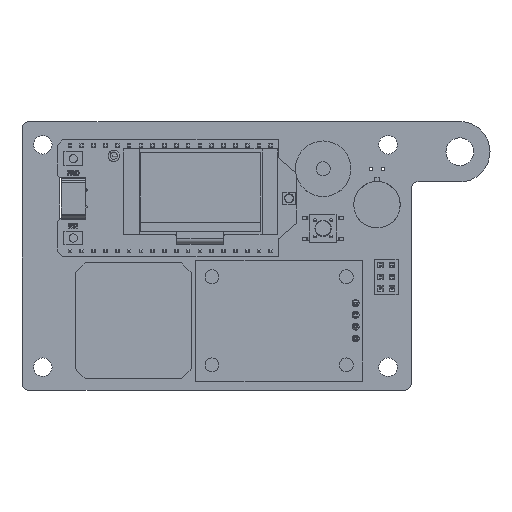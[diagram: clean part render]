
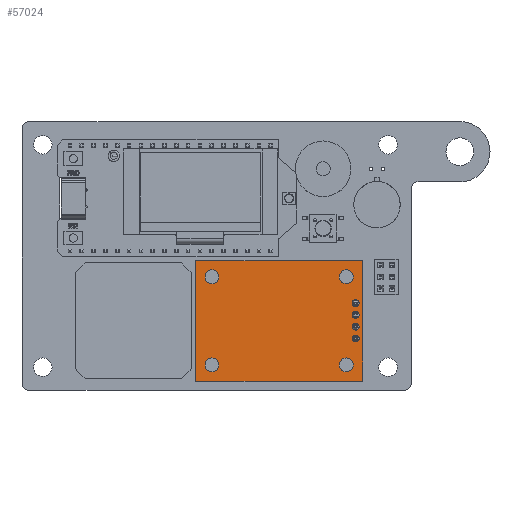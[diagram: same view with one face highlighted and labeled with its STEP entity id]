
A CAD part, top view. The second image highlights one B-rep face of the part: STEP entity #57024.
In plain terms, the highlighted planar face has unit normal (0, 0, 1).
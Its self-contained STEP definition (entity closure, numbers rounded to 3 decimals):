
#56797 = VERTEX_POINT('',#56798);
#56798 = CARTESIAN_POINT('',(-18.,13.,1.5));
#56804 = EDGE_CURVE('',#56797,#56805,#56807,.T.);
#56805 = VERTEX_POINT('',#56806);
#56806 = CARTESIAN_POINT('',(-18.,-13.,1.5));
#56807 = LINE('',#56808,#56809);
#56808 = CARTESIAN_POINT('',(-18.,13.,1.5));
#56809 = VECTOR('',#56810,1.);
#56810 = DIRECTION('',(0.,-1.,0.));
#56828 = VERTEX_POINT('',#56829);
#56829 = CARTESIAN_POINT('',(18.,13.,1.5));
#56835 = EDGE_CURVE('',#56828,#56797,#56836,.T.);
#56836 = LINE('',#56837,#56838);
#56837 = CARTESIAN_POINT('',(18.,13.,1.5));
#56838 = VECTOR('',#56839,1.);
#56839 = DIRECTION('',(-1.,0.,0.));
#56852 = EDGE_CURVE('',#56805,#56853,#56855,.T.);
#56853 = VERTEX_POINT('',#56854);
#56854 = CARTESIAN_POINT('',(18.,-13.,1.5));
#56855 = LINE('',#56856,#56857);
#56856 = CARTESIAN_POINT('',(-18.,-13.,1.5));
#56857 = VECTOR('',#56858,1.);
#56858 = DIRECTION('',(1.,0.,0.));
#56876 = EDGE_CURVE('',#56853,#56828,#56877,.T.);
#56877 = LINE('',#56878,#56879);
#56878 = CARTESIAN_POINT('',(18.,-13.,1.5));
#56879 = VECTOR('',#56880,1.);
#56880 = DIRECTION('',(0.,1.,0.));
#56894 = VERTEX_POINT('',#56895);
#56895 = CARTESIAN_POINT('',(-13.,-9.5,1.5));
#56901 = EDGE_CURVE('',#56894,#56894,#56902,.T.);
#56902 = CIRCLE('',#56903,1.5);
#56903 = AXIS2_PLACEMENT_3D('',#56904,#56905,#56906);
#56904 = CARTESIAN_POINT('',(-14.5,-9.5,1.5));
#56905 = DIRECTION('',(0.,0.,1.));
#56906 = DIRECTION('',(1.,0.,-0.));
#56919 = VERTEX_POINT('',#56920);
#56920 = CARTESIAN_POINT('',(16.,-9.5,1.5));
#56926 = EDGE_CURVE('',#56919,#56919,#56927,.T.);
#56927 = CIRCLE('',#56928,1.5);
#56928 = AXIS2_PLACEMENT_3D('',#56929,#56930,#56931);
#56929 = CARTESIAN_POINT('',(14.5,-9.5,1.5));
#56930 = DIRECTION('',(0.,0.,1.));
#56931 = DIRECTION('',(1.,0.,-0.));
#56944 = VERTEX_POINT('',#56945);
#56945 = CARTESIAN_POINT('',(-13.,9.5,1.5));
#56951 = EDGE_CURVE('',#56944,#56944,#56952,.T.);
#56952 = CIRCLE('',#56953,1.5);
#56953 = AXIS2_PLACEMENT_3D('',#56954,#56955,#56956);
#56954 = CARTESIAN_POINT('',(-14.5,9.5,1.5));
#56955 = DIRECTION('',(0.,0.,1.));
#56956 = DIRECTION('',(1.,0.,-0.));
#56969 = VERTEX_POINT('',#56970);
#56970 = CARTESIAN_POINT('',(16.,9.5,1.5));
#56976 = EDGE_CURVE('',#56969,#56969,#56977,.T.);
#56977 = CIRCLE('',#56978,1.5);
#56978 = AXIS2_PLACEMENT_3D('',#56979,#56980,#56981);
#56979 = CARTESIAN_POINT('',(14.5,9.5,1.5));
#56980 = DIRECTION('',(0.,0.,1.));
#56981 = DIRECTION('',(1.,0.,-0.));
#57024 = ADVANCED_FACE('',(#57025,#57031,#57034,#57037,#57040,#57043,
    #57054,#57065,#57076),#57087,.T.);
#57025 = FACE_BOUND('',#57026,.T.);
#57026 = EDGE_LOOP('',(#57027,#57028,#57029,#57030));
#57027 = ORIENTED_EDGE('',*,*,#56804,.T.);
#57028 = ORIENTED_EDGE('',*,*,#56852,.T.);
#57029 = ORIENTED_EDGE('',*,*,#56876,.T.);
#57030 = ORIENTED_EDGE('',*,*,#56835,.T.);
#57031 = FACE_BOUND('',#57032,.F.);
#57032 = EDGE_LOOP('',(#57033));
#57033 = ORIENTED_EDGE('',*,*,#56901,.T.);
#57034 = FACE_BOUND('',#57035,.F.);
#57035 = EDGE_LOOP('',(#57036));
#57036 = ORIENTED_EDGE('',*,*,#56926,.T.);
#57037 = FACE_BOUND('',#57038,.F.);
#57038 = EDGE_LOOP('',(#57039));
#57039 = ORIENTED_EDGE('',*,*,#56976,.T.);
#57040 = FACE_BOUND('',#57041,.F.);
#57041 = EDGE_LOOP('',(#57042));
#57042 = ORIENTED_EDGE('',*,*,#56951,.T.);
#57043 = FACE_BOUND('',#57044,.F.);
#57044 = EDGE_LOOP('',(#57045));
#57045 = ORIENTED_EDGE('',*,*,#57046,.T.);
#57046 = EDGE_CURVE('',#57047,#57047,#57049,.T.);
#57047 = VERTEX_POINT('',#57048);
#57048 = CARTESIAN_POINT('',(-15.75,-3.81,1.5));
#57049 = CIRCLE('',#57050,0.75);
#57050 = AXIS2_PLACEMENT_3D('',#57051,#57052,#57053);
#57051 = CARTESIAN_POINT('',(-16.5,-3.81,1.5));
#57052 = DIRECTION('',(0.,0.,1.));
#57053 = DIRECTION('',(1.,0.,-0.));
#57054 = FACE_BOUND('',#57055,.F.);
#57055 = EDGE_LOOP('',(#57056));
#57056 = ORIENTED_EDGE('',*,*,#57057,.T.);
#57057 = EDGE_CURVE('',#57058,#57058,#57060,.T.);
#57058 = VERTEX_POINT('',#57059);
#57059 = CARTESIAN_POINT('',(-15.75,3.81,1.5));
#57060 = CIRCLE('',#57061,0.75);
#57061 = AXIS2_PLACEMENT_3D('',#57062,#57063,#57064);
#57062 = CARTESIAN_POINT('',(-16.5,3.81,1.5));
#57063 = DIRECTION('',(0.,0.,1.));
#57064 = DIRECTION('',(1.,0.,-0.));
#57065 = FACE_BOUND('',#57066,.F.);
#57066 = EDGE_LOOP('',(#57067));
#57067 = ORIENTED_EDGE('',*,*,#57068,.T.);
#57068 = EDGE_CURVE('',#57069,#57069,#57071,.T.);
#57069 = VERTEX_POINT('',#57070);
#57070 = CARTESIAN_POINT('',(-15.75,-1.27,1.5));
#57071 = CIRCLE('',#57072,0.75);
#57072 = AXIS2_PLACEMENT_3D('',#57073,#57074,#57075);
#57073 = CARTESIAN_POINT('',(-16.5,-1.27,1.5));
#57074 = DIRECTION('',(0.,0.,1.));
#57075 = DIRECTION('',(1.,0.,-0.));
#57076 = FACE_BOUND('',#57077,.F.);
#57077 = EDGE_LOOP('',(#57078));
#57078 = ORIENTED_EDGE('',*,*,#57079,.T.);
#57079 = EDGE_CURVE('',#57080,#57080,#57082,.T.);
#57080 = VERTEX_POINT('',#57081);
#57081 = CARTESIAN_POINT('',(-15.75,1.27,1.5));
#57082 = CIRCLE('',#57083,0.75);
#57083 = AXIS2_PLACEMENT_3D('',#57084,#57085,#57086);
#57084 = CARTESIAN_POINT('',(-16.5,1.27,1.5));
#57085 = DIRECTION('',(0.,0.,1.));
#57086 = DIRECTION('',(1.,0.,-0.));
#57087 = PLANE('',#57088);
#57088 = AXIS2_PLACEMENT_3D('',#57089,#57090,#57091);
#57089 = CARTESIAN_POINT('',(-1.506,0.,1.5));
#57090 = DIRECTION('',(0.,0.,1.));
#57091 = DIRECTION('',(1.,0.,-0.));
